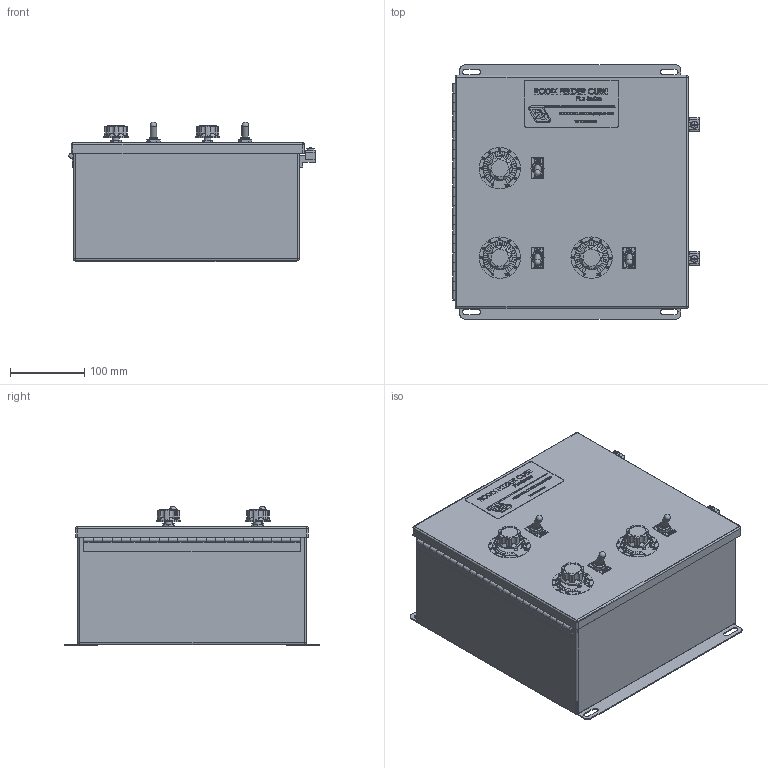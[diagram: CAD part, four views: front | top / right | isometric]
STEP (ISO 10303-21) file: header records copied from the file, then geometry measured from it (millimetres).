
FILE_DESCRIPTION (( 'STEP AP214' ), '1' );
FILE_NAME ('pn 121-000-0895_model FC-108 Plus_240V.STEP', '2026-03-30T13:23:11', ( '' ), ( '' ), 'SwSTEP 2.0', 'SolidWorks 2022', '' );
FILE_SCHEMA (( 'AUTOMOTIVE_DESIGN' ));
Length unit declared in the file: inch
Products named in the file (9): 102-000-0104-3D_DEFAULT; 104-000-0025-3D_DEFAULT; 102-000-0099-3D_DEFAULT; pn 121-000-0895_model FC-108 Plus_240V; CLAMP_DEFAULT; 102-000-0196-3D_DEFAULT; CLAMP SCREW-92224A199_Black Oxide Steel Pan Head Phillips Screw_92224A199; 122-000-0001_DEFAULT; 113-000-0013_DEFAULT
Assembly tree (18 placements, depth 2):
  pn 121-000-0895_model FC-108 Plus_240V
    113-000-0013_DEFAULT
    CLAMP_DEFAULT  x2
    CLAMP SCREW-92224A199_Black Oxide Steel Pan Head Phillips Screw_92224A199  x2
    102-000-0196-3D_DEFAULT
    102-000-0099-3D_DEFAULT  x3
    122-000-0001_DEFAULT  x3
    102-000-0104-3D_DEFAULT  x3
    104-000-0025-3D_DEFAULT  x3
Bounding box: 332.63 x 342.9 x 188.38 mm (x, y, z)
Volume: 710380.3 mm3; surface area: 880468.7 mm2
Topology: 20 solids, 20 shells, 2887 faces, 7638 edges, 5050 vertices
Faces by surface type: plane 1592, bspline 954, cylinder 293, sphere 21, cone 20, torus 7
Full cylindrical faces by diameter (mm): 1.525 x1, 4.775 x3, 6.35 x3, 8.636 x3, 9.144 x3, 9.474 x2, 9.652 x3, 11.43 x3, 23.038 x3, 55.778 x3
Entity records: 92853 total; most frequent: CARTESIAN_POINT 51468, ORIENTED_EDGE 9174, DIRECTION 6089, EDGE_CURVE 4587, LINE 3069, VECTOR 3069, VERTEX_POINT 3044, EDGE_LOOP 1945
